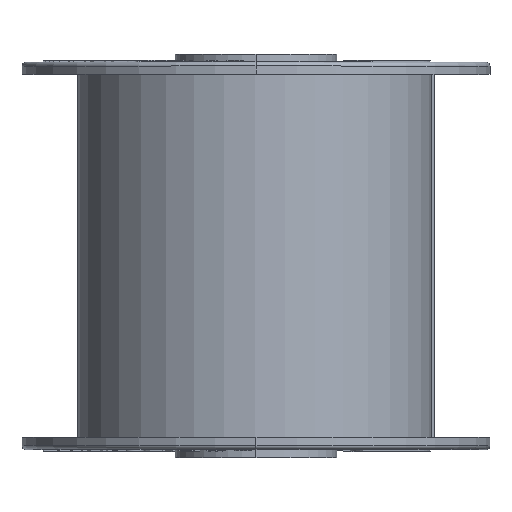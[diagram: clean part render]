
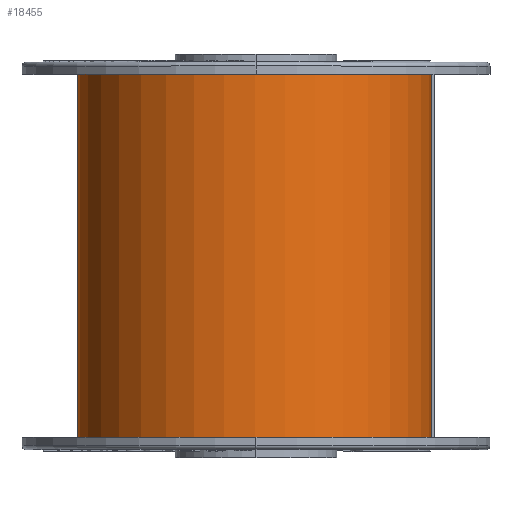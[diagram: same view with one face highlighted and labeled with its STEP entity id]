
A CAD part, top view. The second image highlights one B-rep face of the part: STEP entity #18455.
In plain terms, the highlighted cylindrical face has radius 21.924 mm (diameter 43.848 mm), a partial arc.
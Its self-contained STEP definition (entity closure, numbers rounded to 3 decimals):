
#841 = EDGE_CURVE ( 'NONE', #3838, #22539, #20509, .T. ) ;
#999 = DIRECTION ( 'NONE',  ( 0., -1., 0. ) ) ;
#1522 = CIRCLE ( 'NONE', #2277, 21.924 ) ;
#2277 = AXIS2_PLACEMENT_3D ( 'NONE', #2609, #9740, #16547 ) ;
#2609 = CARTESIAN_POINT ( 'NONE',  ( -0.175, 0., 0. ) ) ;
#3356 = LINE ( 'NONE', #12661, #13644 ) ;
#3838 = VERTEX_POINT ( 'NONE', #21325 ) ;
#4503 = DIRECTION ( 'NONE',  ( 0., -1., 0. ) ) ;
#4730 = CARTESIAN_POINT ( 'NONE',  ( 21.749, 45., 0. ) ) ;
#7622 = VECTOR ( 'NONE', #4503, 1000. ) ;
#8638 = AXIS2_PLACEMENT_3D ( 'NONE', #9987, #999, #15304 ) ;
#9458 = VERTEX_POINT ( 'NONE', #22854 ) ;
#9672 = EDGE_CURVE ( 'NONE', #3838, #12749, #10821, .T. ) ;
#9740 = DIRECTION ( 'NONE',  ( 0., -1., 0. ) ) ;
#9987 = CARTESIAN_POINT ( 'NONE',  ( -0.175, 45., 0. ) ) ;
#10397 = DIRECTION ( 'NONE',  ( 0., 0., -1. ) ) ;
#10821 = CIRCLE ( 'NONE', #8638, 21.924 ) ;
#11903 = ORIENTED_EDGE ( 'NONE', *, *, #19747, .F. ) ;
#12661 = CARTESIAN_POINT ( 'NONE',  ( -22.099, 45., 0. ) ) ;
#12749 = VERTEX_POINT ( 'NONE', #21318 ) ;
#13644 = VECTOR ( 'NONE', #14509, 1000. ) ;
#13958 = FACE_OUTER_BOUND ( 'NONE', #14187, .T. ) ;
#14187 = EDGE_LOOP ( 'NONE', ( #11903, #22337, #19022, #18808 ) ) ;
#14509 = DIRECTION ( 'NONE',  ( 0., -1., 0. ) ) ;
#15304 = DIRECTION ( 'NONE',  ( 1., 0., 0. ) ) ;
#16547 = DIRECTION ( 'NONE',  ( 1., 0., 0. ) ) ;
#16809 = CARTESIAN_POINT ( 'NONE',  ( 21.749, 0., 0. ) ) ;
#17540 = DIRECTION ( 'NONE',  ( 0., -1., 0. ) ) ;
#17771 = CARTESIAN_POINT ( 'NONE',  ( -0.175, 45., 0. ) ) ;
#17926 = EDGE_CURVE ( 'NONE', #12749, #9458, #3356, .T. ) ;
#18455 = ADVANCED_FACE ( 'NONE', ( #13958 ), #19413, .T. ) ;
#18808 = ORIENTED_EDGE ( 'NONE', *, *, #17926, .T. ) ;
#19022 = ORIENTED_EDGE ( 'NONE', *, *, #9672, .T. ) ;
#19413 = CYLINDRICAL_SURFACE ( 'NONE', #19594, 21.924 ) ;
#19594 = AXIS2_PLACEMENT_3D ( 'NONE', #17771, #17540, #10397 ) ;
#19747 = EDGE_CURVE ( 'NONE', #22539, #9458, #1522, .T. ) ;
#20509 = LINE ( 'NONE', #4730, #7622 ) ;
#21318 = CARTESIAN_POINT ( 'NONE',  ( -22.099, 45., 0. ) ) ;
#21325 = CARTESIAN_POINT ( 'NONE',  ( 21.749, 45., 0. ) ) ;
#22337 = ORIENTED_EDGE ( 'NONE', *, *, #841, .F. ) ;
#22539 = VERTEX_POINT ( 'NONE', #16809 ) ;
#22854 = CARTESIAN_POINT ( 'NONE',  ( -22.099, 0., 0. ) ) ;
